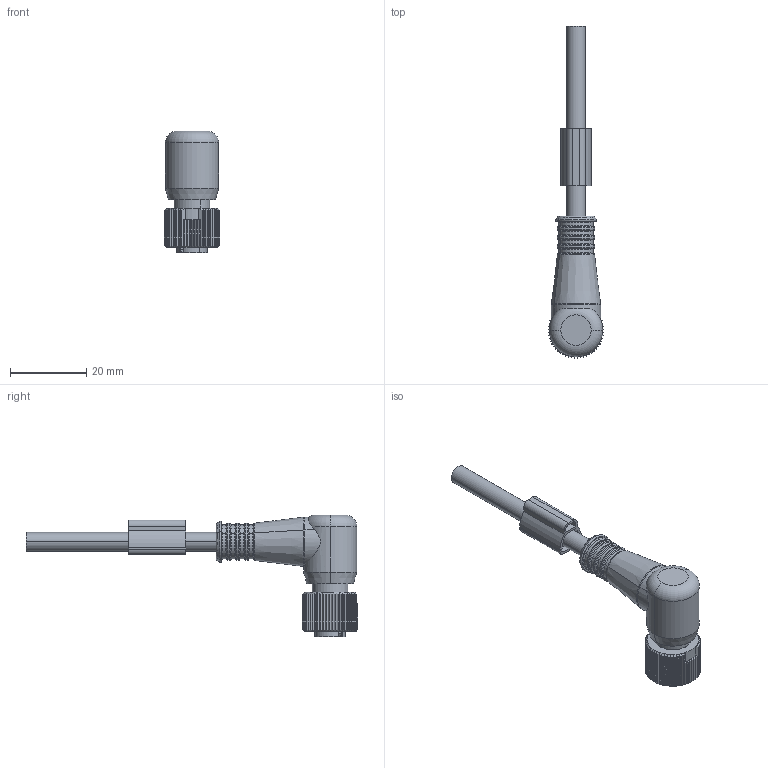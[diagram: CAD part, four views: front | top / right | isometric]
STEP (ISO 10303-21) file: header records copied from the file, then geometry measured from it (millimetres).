
FILE_DESCRIPTION(('CATIA V5 STEP Exchange','CAx-IF Rec.Pracs.--- Model Styling and Organization---1.4--- 2014-01-23'),'2;1');
FILE_NAME ('013838-1_0_1465980150_1465980150.stp','2021-03-29T15:58:54+00:00',('none'),('Weidmueller'),'CATIA Version 5-6 Release 2016 SP3 HF44','CATIA V5 STEP AP214','none');
FILE_SCHEMA(('AUTOMOTIVE_DESIGN { 1 0 10303 214 1 1 1 1 }'));
Length unit declared in the file: millimetre
Products named in the file (1): 1465980150
Bounding box: 14.6 x 87.29 x 32 mm (x, y, z)
Volume: 7690.6 mm3; surface area: 6115.8 mm2
Topology: 12 solids, 12 shells, 472 faces, 1240 edges, 798 vertices
Faces by surface type: plane 213, cylinder 164, torus 40, cone 39, bspline 12, revolution 4
Entity records: 14224 total; most frequent: CARTESIAN_POINT 3779, ORIENTED_EDGE 2472, DIRECTION 1570, EDGE_CURVE 1236, VERTEX_POINT 798, AXIS2_PLACEMENT_3D 762, VECTOR 500, LINE 500
